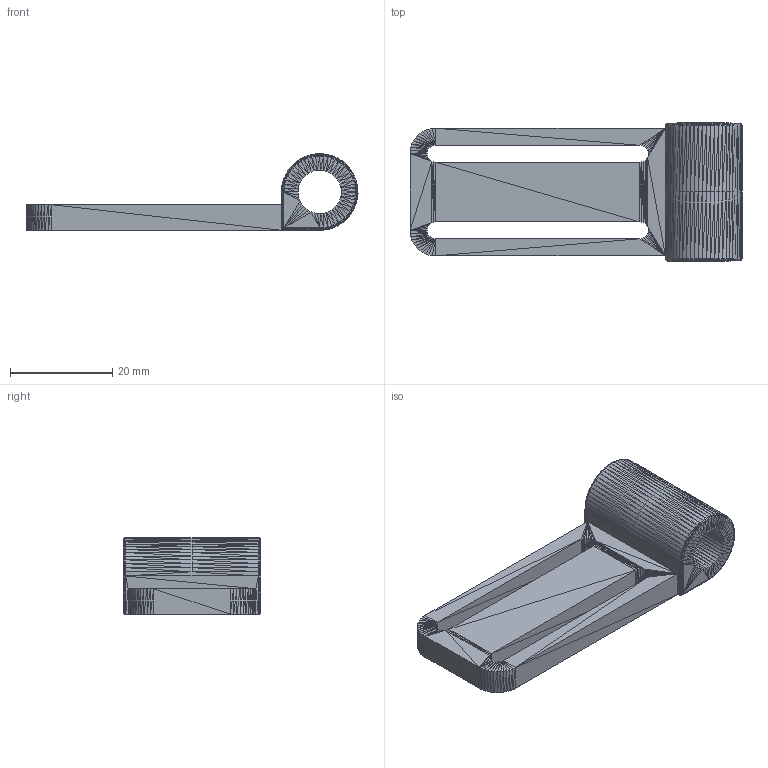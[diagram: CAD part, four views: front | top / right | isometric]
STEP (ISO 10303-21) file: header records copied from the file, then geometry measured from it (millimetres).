
FILE_DESCRIPTION((''),'2;1');
FILE_NAME('y_turn v2', '2025-02-06T18:29:45', (''), (''), 'ImageToStl.com STEP Converter','', '');
FILE_SCHEMA(('AUTOMOTIVE_DESIGN_CC2'));
Length unit declared in the file: metre
Products named in the file (1): product0
Bounding box: 65 x 27 x 14.99 mm (x, y, z)
Surface area: 5619.4 mm2 (no closed solid volume)
Topology: 0 solids, 2050 shells, 2050 faces, 6150 edges, 1021 vertices
Faces by surface type: plane 2050
Entity records: 47177 total; most frequent: DIRECTION 10252, ORIENTED_EDGE 6150, EDGE_CURVE 6150, LINE 6150, VECTOR 6150, AXIS2_PLACEMENT_3D 2051, FACE_SURFACE 2050, PLANE 2050
